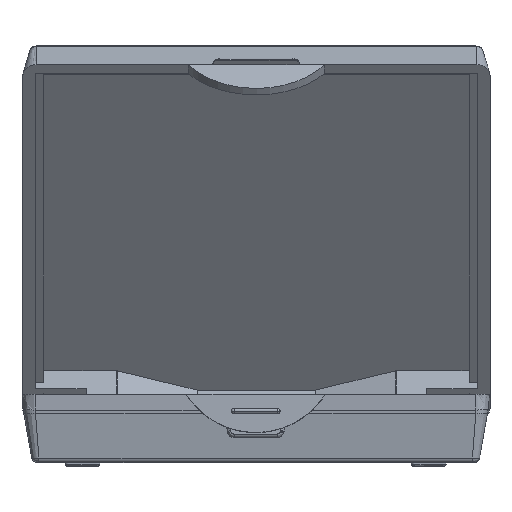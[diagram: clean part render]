
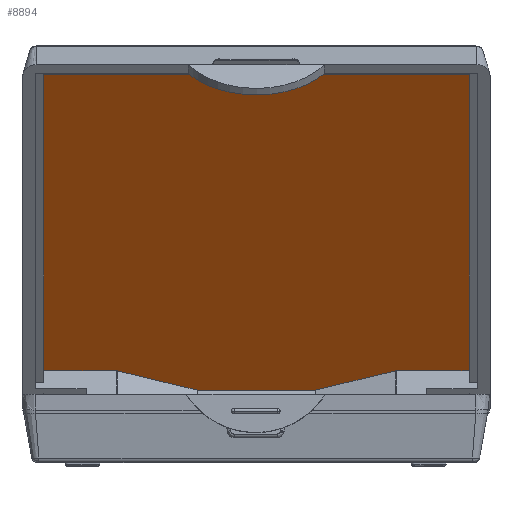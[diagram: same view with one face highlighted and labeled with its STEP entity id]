
A CAD part, front view. The second image highlights one B-rep face of the part: STEP entity #8894.
In plain terms, the highlighted free-form (B-spline) face has degree [1, 1] with [2, 2] control points.
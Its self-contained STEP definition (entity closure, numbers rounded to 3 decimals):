
#7124 = VERTEX_POINT('',#7125);
#7125 = CARTESIAN_POINT('',(19.601,34.662,
    12.803));
#7130 = EDGE_CURVE('',#7131,#7124,#7133,.T.);
#7131 = VERTEX_POINT('',#7132);
#7132 = CARTESIAN_POINT('',(19.46,34.675,
    12.787));
#7133 = ( BOUNDED_CURVE() B_SPLINE_CURVE(2,(#7134,#7135,#7136),
.UNSPECIFIED.,.F.,.F.) B_SPLINE_CURVE_WITH_KNOTS((3,3),(4.417,
4.712),.PIECEWISE_BEZIER_KNOTS.) CURVE() 
GEOMETRIC_REPRESENTATION_ITEM() RATIONAL_B_SPLINE_CURVE((1.,
0.989,1.)) REPRESENTATION_ITEM('') );
#7134 = CARTESIAN_POINT('',(19.46,34.675,
    12.787));
#7135 = CARTESIAN_POINT('',(19.529,34.662,
    12.803));
#7136 = CARTESIAN_POINT('',(19.601,34.662,
    12.803));
#7560 = EDGE_CURVE('',#7561,#7563,#7565,.T.);
#7561 = VERTEX_POINT('',#7562);
#7562 = CARTESIAN_POINT('',(-19.407,34.662,
    12.803));
#7563 = VERTEX_POINT('',#7564);
#7564 = CARTESIAN_POINT('',(-19.266,34.675,
    12.787));
#7565 = ( BOUNDED_CURVE() B_SPLINE_CURVE(2,(#7566,#7567,#7568),
.UNSPECIFIED.,.F.,.F.) B_SPLINE_CURVE_WITH_KNOTS((3,3),(4.712,
5.008),.PIECEWISE_BEZIER_KNOTS.) CURVE() 
GEOMETRIC_REPRESENTATION_ITEM() RATIONAL_B_SPLINE_CURVE((1.,
0.989,1.)) REPRESENTATION_ITEM('') );
#7566 = CARTESIAN_POINT('',(-19.407,34.662,
    12.803));
#7567 = CARTESIAN_POINT('',(-19.335,34.662,
    12.803));
#7568 = CARTESIAN_POINT('',(-19.266,34.675,
    12.787));
#8796 = EDGE_CURVE('',#7561,#8797,#8799,.T.);
#8797 = VERTEX_POINT('',#8798);
#8798 = CARTESIAN_POINT('',(-29.537,34.662,
    12.803));
#8799 = B_SPLINE_CURVE_WITH_KNOTS('',1,(#8800,#8801),.UNSPECIFIED.,.F.,
  .F.,(2,2),(0.074,10.5),.PIECEWISE_BEZIER_KNOTS.);
#8800 = CARTESIAN_POINT('',(-19.407,34.662,
    12.803));
#8801 = CARTESIAN_POINT('',(-29.537,34.662,
    12.803));
#8834 = VERTEX_POINT('',#8835);
#8835 = CARTESIAN_POINT('',(-8.161,36.742,
    10.113));
#8840 = EDGE_CURVE('',#8834,#7563,#8841,.T.);
#8841 = B_SPLINE_CURVE_WITH_KNOTS('',1,(#8842,#8843),.UNSPECIFIED.,.F.,
  .F.,(2,2),(0.,11.946),.PIECEWISE_BEZIER_KNOTS.);
#8842 = CARTESIAN_POINT('',(-8.161,36.742,
    10.113));
#8843 = CARTESIAN_POINT('',(-19.266,34.675,
    12.787));
#8875 = EDGE_CURVE('',#7131,#8876,#8878,.T.);
#8876 = VERTEX_POINT('',#8877);
#8877 = CARTESIAN_POINT('',(8.356,36.742,
    10.113));
#8878 = B_SPLINE_CURVE_WITH_KNOTS('',1,(#8879,#8880),.UNSPECIFIED.,.F.,
  .F.,(2,2),(0.074,12.021),
  .PIECEWISE_BEZIER_KNOTS.);
#8879 = CARTESIAN_POINT('',(19.46,34.675,
    12.787));
#8880 = CARTESIAN_POINT('',(8.356,36.742,
    10.113));
#8894 = ADVANCED_FACE('',(#8895),#8933,.T.);
#8895 = FACE_BOUND('',#8896,.T.);
#8896 = EDGE_LOOP('',(#8897,#8898,#8899,#8900,#8905,#8906,#8907,#8914,
    #8921,#8928));
#8897 = ORIENTED_EDGE('',*,*,#8796,.F.);
#8898 = ORIENTED_EDGE('',*,*,#7560,.T.);
#8899 = ORIENTED_EDGE('',*,*,#8840,.F.);
#8900 = ORIENTED_EDGE('',*,*,#8901,.F.);
#8901 = EDGE_CURVE('',#8876,#8834,#8902,.T.);
#8902 = B_SPLINE_CURVE_WITH_KNOTS('',1,(#8903,#8904),.UNSPECIFIED.,.F.,
  .F.,(2,2),(-39.,-22.),.PIECEWISE_BEZIER_KNOTS.);
#8903 = CARTESIAN_POINT('',(8.356,36.742,
    10.113));
#8904 = CARTESIAN_POINT('',(-8.161,36.742,
    10.113));
#8905 = ORIENTED_EDGE('',*,*,#8875,.F.);
#8906 = ORIENTED_EDGE('',*,*,#7130,.T.);
#8907 = ORIENTED_EDGE('',*,*,#8908,.F.);
#8908 = EDGE_CURVE('',#8909,#7124,#8911,.T.);
#8909 = VERTEX_POINT('',#8910);
#8910 = CARTESIAN_POINT('',(29.731,34.662,
    12.803));
#8911 = B_SPLINE_CURVE_WITH_KNOTS('',1,(#8912,#8913),.UNSPECIFIED.,.F.,
  .F.,(2,2),(0.,10.426),.PIECEWISE_BEZIER_KNOTS.);
#8912 = CARTESIAN_POINT('',(29.731,34.662,
    12.803));
#8913 = CARTESIAN_POINT('',(19.601,34.662,
    12.803));
#8914 = ORIENTED_EDGE('',*,*,#8915,.F.);
#8915 = EDGE_CURVE('',#8916,#8909,#8918,.T.);
#8916 = VERTEX_POINT('',#8917);
#8917 = CARTESIAN_POINT('',(29.731,1.566,
    55.622));
#8918 = B_SPLINE_CURVE_WITH_KNOTS('',1,(#8919,#8920),.UNSPECIFIED.,.F.,
  .F.,(2,2),(-29.6,26.1),.PIECEWISE_BEZIER_KNOTS.);
#8919 = CARTESIAN_POINT('',(29.731,1.566,
    55.622));
#8920 = CARTESIAN_POINT('',(29.731,34.662,
    12.803));
#8921 = ORIENTED_EDGE('',*,*,#8922,.F.);
#8922 = EDGE_CURVE('',#8923,#8916,#8925,.T.);
#8923 = VERTEX_POINT('',#8924);
#8924 = CARTESIAN_POINT('',(-29.537,1.566,
    55.622));
#8925 = B_SPLINE_CURVE_WITH_KNOTS('',1,(#8926,#8927),.UNSPECIFIED.,.F.,
  .F.,(2,2),(-30.5,30.5),.PIECEWISE_BEZIER_KNOTS.);
#8926 = CARTESIAN_POINT('',(-29.537,1.566,
    55.622));
#8927 = CARTESIAN_POINT('',(29.731,1.566,
    55.622));
#8928 = ORIENTED_EDGE('',*,*,#8929,.F.);
#8929 = EDGE_CURVE('',#8797,#8923,#8930,.T.);
#8930 = B_SPLINE_CURVE_WITH_KNOTS('',1,(#8931,#8932),.UNSPECIFIED.,.F.,
  .F.,(2,2),(-26.1,29.6),.PIECEWISE_BEZIER_KNOTS.);
#8931 = CARTESIAN_POINT('',(-29.537,34.662,
    12.803));
#8932 = CARTESIAN_POINT('',(-29.537,1.566,
    55.622));
#8933 = B_SPLINE_SURFACE_WITH_KNOTS('',1,1,(
    (#8934,#8935)
    ,(#8936,#8937
    )),.UNSPECIFIED.,.F.,.F.,.F.,(2,2),(2,2),(-29.1,30.1),(-30.5,30.5),
  .PIECEWISE_BEZIER_KNOTS.);
#8934 = CARTESIAN_POINT('',(-29.537,1.566,
    55.622));
#8935 = CARTESIAN_POINT('',(29.731,1.566,
    55.622));
#8936 = CARTESIAN_POINT('',(-29.537,36.742,
    10.113));
#8937 = CARTESIAN_POINT('',(29.731,36.742,
    10.113));
